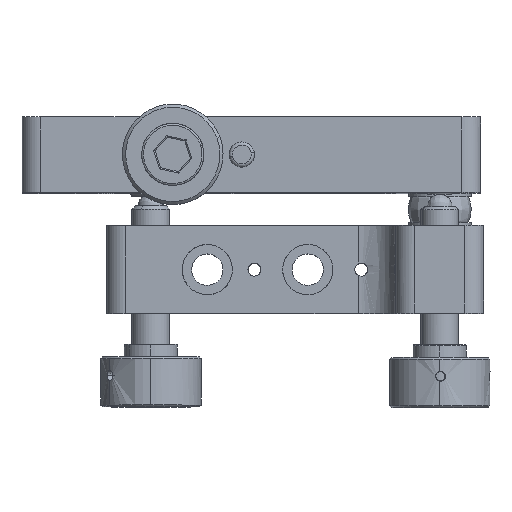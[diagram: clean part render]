
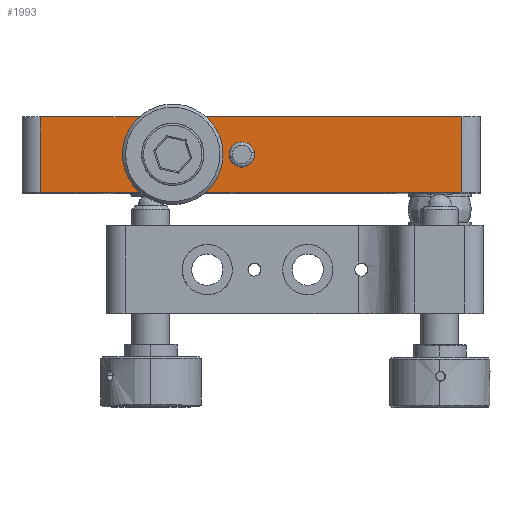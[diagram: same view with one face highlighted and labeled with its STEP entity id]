
A CAD part, top view. The second image highlights one B-rep face of the part: STEP entity #1993.
In plain terms, the highlighted planar face has unit normal (0, 0, 1).
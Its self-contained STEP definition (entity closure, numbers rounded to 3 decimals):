
#1116=B_SPLINE_CURVE_WITH_KNOTS('',1,(#24358,#24359),.UNSPECIFIED.,.F.,
 .F.,(2,2),(0.,67.),.UNSPECIFIED.);
#1138=B_SPLINE_CURVE_WITH_KNOTS('',1,(#24445,#24446),.UNSPECIFIED.,.F.,
 .F.,(2,2),(0.,67.),.UNSPECIFIED.);
#1139=B_SPLINE_CURVE_WITH_KNOTS('',1,(#24447,#24448),.UNSPECIFIED.,.F.,
 .F.,(2,2),(-12.,0.),.UNSPECIFIED.);
#1373=FACE_BOUND('',#3496,.T.);
#1374=FACE_BOUND('',#3497,.T.);
#1993=ADVANCED_FACE('',(#2715,#1373,#1374),#12143,.T.);
#2715=FACE_OUTER_BOUND('',#3495,.T.);
#3495=EDGE_LOOP('',(#6786,#6787,#6788,#6789));
#3496=EDGE_LOOP('',(#6790,#6791));
#3497=EDGE_LOOP('',(#6792,#6793));
#6786=ORIENTED_EDGE('',*,*,#9240,.F.);
#6787=ORIENTED_EDGE('',*,*,#9241,.T.);
#6788=ORIENTED_EDGE('',*,*,#9242,.T.);
#6789=ORIENTED_EDGE('',*,*,#9206,.F.);
#6790=ORIENTED_EDGE('',*,*,#9244,.T.);
#6791=ORIENTED_EDGE('',*,*,#9243,.F.);
#6792=ORIENTED_EDGE('',*,*,#9246,.T.);
#6793=ORIENTED_EDGE('',*,*,#9245,.F.);
#9206=EDGE_CURVE('',#11560,#11561,#1116,.T.);
#9240=EDGE_CURVE('',#11612,#11560,#10229,.T.);
#9241=EDGE_CURVE('',#11612,#11613,#1138,.T.);
#9242=EDGE_CURVE('',#11613,#11561,#1139,.T.);
#9243=EDGE_CURVE('',#11541,#11542,#10230,.T.);
#9244=EDGE_CURVE('',#11541,#11542,#10231,.T.);
#9245=EDGE_CURVE('',#11545,#11546,#10232,.T.);
#9246=EDGE_CURVE('',#11545,#11546,#10233,.T.);
#10229=(
BOUNDED_CURVE()
B_SPLINE_CURVE(1,(#24443,#24444),.UNSPECIFIED.,.F.,.F.)
B_SPLINE_CURVE_WITH_KNOTS((2,2),(0.,12.),.UNSPECIFIED.)
CURVE()
GEOMETRIC_REPRESENTATION_ITEM()
RATIONAL_B_SPLINE_CURVE((1.,1.))
REPRESENTATION_ITEM('')
);
#10230=(
BOUNDED_CURVE()
B_SPLINE_CURVE(2,(#24449,#24450,#24451,#24452,#24453),.UNSPECIFIED.,.F.,
 .F.)
B_SPLINE_CURVE_WITH_KNOTS((3,2,3),(-6.283,-3.142,
0.),.UNSPECIFIED.)
CURVE()
GEOMETRIC_REPRESENTATION_ITEM()
RATIONAL_B_SPLINE_CURVE((1.,0.707,1.,0.707,1.))
REPRESENTATION_ITEM('')
);
#10231=(
BOUNDED_CURVE()
B_SPLINE_CURVE(2,(#24454,#24455,#24456,#24457,#24458),.UNSPECIFIED.,.F.,
 .F.)
B_SPLINE_CURVE_WITH_KNOTS((3,2,3),(0.,3.142,6.283),
 .UNSPECIFIED.)
CURVE()
GEOMETRIC_REPRESENTATION_ITEM()
RATIONAL_B_SPLINE_CURVE((1.,0.707,1.,0.707,1.))
REPRESENTATION_ITEM('')
);
#10232=(
BOUNDED_CURVE()
B_SPLINE_CURVE(2,(#24459,#24460,#24461,#24462,#24463),.UNSPECIFIED.,.F.,
 .F.)
B_SPLINE_CURVE_WITH_KNOTS((3,2,3),(-7.697,-3.848,0.),
 .UNSPECIFIED.)
CURVE()
GEOMETRIC_REPRESENTATION_ITEM()
RATIONAL_B_SPLINE_CURVE((1.,0.707,1.,0.707,1.))
REPRESENTATION_ITEM('')
);
#10233=(
BOUNDED_CURVE()
B_SPLINE_CURVE(2,(#24464,#24465,#24466,#24467,#24468),.UNSPECIFIED.,.F.,
 .F.)
B_SPLINE_CURVE_WITH_KNOTS((3,2,3),(0.,3.848,7.697),
 .UNSPECIFIED.)
CURVE()
GEOMETRIC_REPRESENTATION_ITEM()
RATIONAL_B_SPLINE_CURVE((1.,0.707,1.,0.707,1.))
REPRESENTATION_ITEM('')
);
#11541=VERTEX_POINT('',#24084);
#11542=VERTEX_POINT('',#24085);
#11545=VERTEX_POINT('',#24088);
#11546=VERTEX_POINT('',#24089);
#11560=VERTEX_POINT('',#24103);
#11561=VERTEX_POINT('',#24104);
#11612=VERTEX_POINT('',#24155);
#11613=VERTEX_POINT('',#24156);
#12143=PLANE('',#12763);
#12763=AXIS2_PLACEMENT_3D('',#23397,#13089,$);
#13089=DIRECTION('',(0.,0.,1.));
#23397=CARTESIAN_POINT('',(39.705,20.704,109.966));
#24084=CARTESIAN_POINT('',(-4.115,13.384,109.966));
#24085=CARTESIAN_POINT('',(-0.115,13.384,109.966));
#24088=CARTESIAN_POINT('',(-15.565,13.384,109.966));
#24089=CARTESIAN_POINT('',(-10.665,13.384,109.966));
#24103=CARTESIAN_POINT('',(-34.115,19.384,109.966));
#24104=CARTESIAN_POINT('',(32.885,19.384,109.966));
#24155=CARTESIAN_POINT('',(-34.115,7.384,109.966));
#24156=CARTESIAN_POINT('',(32.885,7.384,109.966));
#24358=CARTESIAN_POINT('',(-34.115,19.384,109.966));
#24359=CARTESIAN_POINT('',(32.885,19.384,109.966));
#24443=CARTESIAN_POINT('',(-34.115,7.384,109.966));
#24444=CARTESIAN_POINT('',(-34.115,19.384,109.966));
#24445=CARTESIAN_POINT('',(-34.115,7.384,109.966));
#24446=CARTESIAN_POINT('',(32.885,7.384,109.966));
#24447=CARTESIAN_POINT('',(32.885,7.384,109.966));
#24448=CARTESIAN_POINT('',(32.885,19.384,109.966));
#24449=CARTESIAN_POINT('',(-4.115,13.384,109.966));
#24450=CARTESIAN_POINT('',(-4.115,11.384,109.966));
#24451=CARTESIAN_POINT('',(-2.115,11.384,109.966));
#24452=CARTESIAN_POINT('',(-0.115,11.384,109.966));
#24453=CARTESIAN_POINT('',(-0.115,13.384,109.966));
#24454=CARTESIAN_POINT('',(-4.115,13.384,109.966));
#24455=CARTESIAN_POINT('',(-4.115,15.384,109.966));
#24456=CARTESIAN_POINT('',(-2.115,15.384,109.966));
#24457=CARTESIAN_POINT('',(-0.115,15.384,109.966));
#24458=CARTESIAN_POINT('',(-0.115,13.384,109.966));
#24459=CARTESIAN_POINT('',(-15.565,13.384,109.966));
#24460=CARTESIAN_POINT('',(-15.565,10.934,109.966));
#24461=CARTESIAN_POINT('',(-13.115,10.934,109.966));
#24462=CARTESIAN_POINT('',(-10.665,10.934,109.966));
#24463=CARTESIAN_POINT('',(-10.665,13.384,109.966));
#24464=CARTESIAN_POINT('',(-15.565,13.384,109.966));
#24465=CARTESIAN_POINT('',(-15.565,15.834,109.966));
#24466=CARTESIAN_POINT('',(-13.115,15.834,109.966));
#24467=CARTESIAN_POINT('',(-10.665,15.834,109.966));
#24468=CARTESIAN_POINT('',(-10.665,13.384,109.966));
